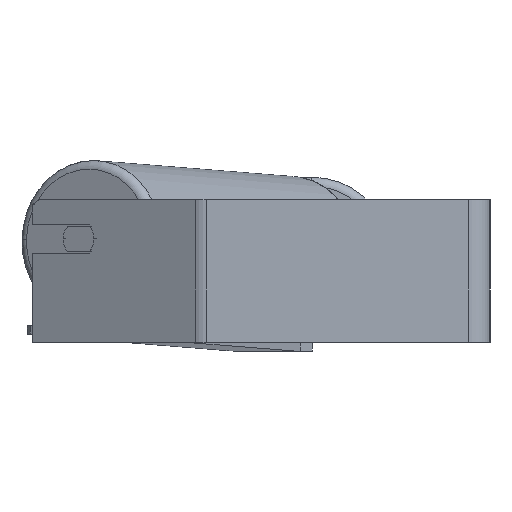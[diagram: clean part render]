
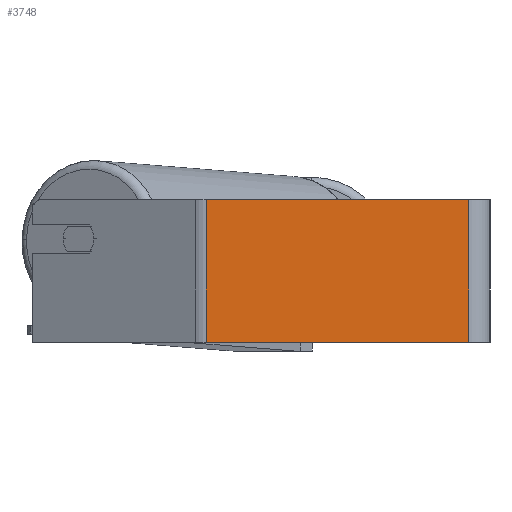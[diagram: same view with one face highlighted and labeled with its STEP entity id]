
A CAD part, left-side view. The second image highlights one B-rep face of the part: STEP entity #3748.
In plain terms, the highlighted planar face has unit normal (-1, 0, 0).
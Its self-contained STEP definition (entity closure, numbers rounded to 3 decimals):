
#69 = DIRECTION ( 'NONE',  ( 0., 0., -1. ) ) ;
#441 = VERTEX_POINT ( 'NONE', #948 ) ;
#688 = VERTEX_POINT ( 'NONE', #5613 ) ;
#793 = CARTESIAN_POINT ( 'NONE',  ( -400., 162.078, -40. ) ) ;
#948 = CARTESIAN_POINT ( 'NONE',  ( -400., 12., 40. ) ) ;
#977 = DIRECTION ( 'NONE',  ( 0., -1., 0. ) ) ;
#1131 = CARTESIAN_POINT ( 'NONE',  ( -400., 158.863, -40. ) ) ;
#1397 = LINE ( 'NONE', #2818, #8397 ) ;
#1444 = CARTESIAN_POINT ( 'NONE',  ( -400., 12., 40. ) ) ;
#1553 = ORIENTED_EDGE ( 'NONE', *, *, #6439, .F. ) ;
#1661 = LINE ( 'NONE', #4466, #4955 ) ;
#2122 = DIRECTION ( 'NONE',  ( 0., -1., 0. ) ) ;
#2311 = VECTOR ( 'NONE', #2122, 1000. ) ;
#2818 = CARTESIAN_POINT ( 'NONE',  ( -400., 158.863, 40. ) ) ;
#2926 = ORIENTED_EDGE ( 'NONE', *, *, #6223, .T. ) ;
#3039 = LINE ( 'NONE', #793, #2311 ) ;
#3693 = EDGE_CURVE ( 'NONE', #6650, #4690, #1397, .T. ) ;
#3748 = ADVANCED_FACE ( 'NONE', ( #7393 ), #5245, .F. ) ;
#3783 = CARTESIAN_POINT ( 'NONE',  ( -400., 162.078, 40. ) ) ;
#4319 = EDGE_LOOP ( 'NONE', ( #2926, #7634, #1553, #5670 ) ) ;
#4466 = CARTESIAN_POINT ( 'NONE',  ( -400., 162.078, 40. ) ) ;
#4690 = VERTEX_POINT ( 'NONE', #1131 ) ;
#4955 = VECTOR ( 'NONE', #977, 1000. ) ;
#5245 = PLANE ( 'NONE',  #6954 ) ;
#5253 = VECTOR ( 'NONE', #5674, 1000. ) ;
#5613 = CARTESIAN_POINT ( 'NONE',  ( -400., 12., -40. ) ) ;
#5670 = ORIENTED_EDGE ( 'NONE', *, *, #3693, .T. ) ;
#5674 = DIRECTION ( 'NONE',  ( 0., 0., -1. ) ) ;
#6223 = EDGE_CURVE ( 'NONE', #4690, #688, #3039, .T. ) ;
#6439 = EDGE_CURVE ( 'NONE', #6650, #441, #1661, .T. ) ;
#6444 = CARTESIAN_POINT ( 'NONE',  ( -400., 158.863, 40. ) ) ;
#6650 = VERTEX_POINT ( 'NONE', #6444 ) ;
#6762 = DIRECTION ( 'NONE',  ( 1., 0., 0. ) ) ;
#6954 = AXIS2_PLACEMENT_3D ( 'NONE', #3783, #6762, #8038 ) ;
#7393 = FACE_OUTER_BOUND ( 'NONE', #4319, .T. ) ;
#7634 = ORIENTED_EDGE ( 'NONE', *, *, #8660, .F. ) ;
#8038 = DIRECTION ( 'NONE',  ( 0., 0., -1. ) ) ;
#8397 = VECTOR ( 'NONE', #69, 1000. ) ;
#8452 = LINE ( 'NONE', #1444, #5253 ) ;
#8660 = EDGE_CURVE ( 'NONE', #441, #688, #8452, .T. ) ;
